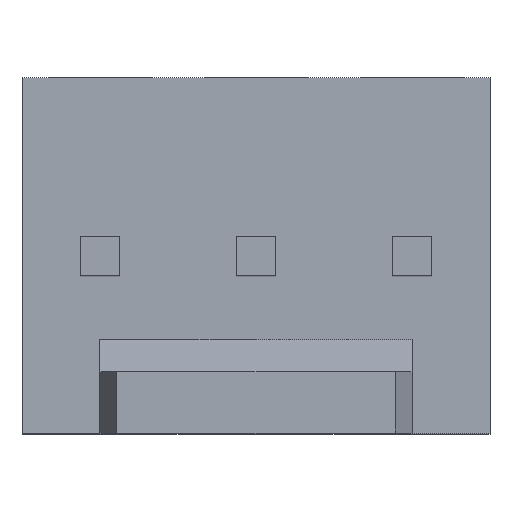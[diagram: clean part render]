
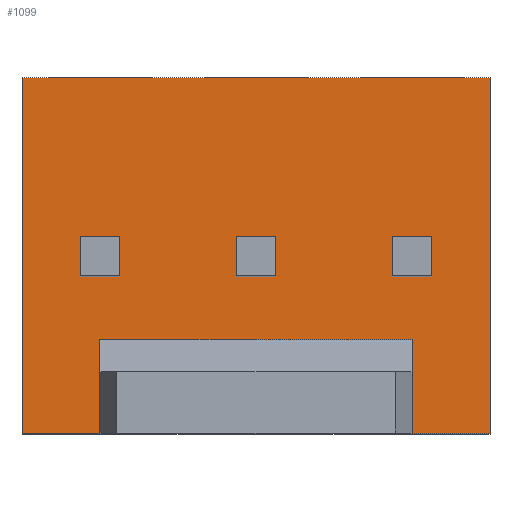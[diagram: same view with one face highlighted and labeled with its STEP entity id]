
A CAD part, top view. The second image highlights one B-rep face of the part: STEP entity #1099.
In plain terms, the highlighted planar face has unit normal (0, 0, 1).
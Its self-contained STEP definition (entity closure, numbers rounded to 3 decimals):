
#26=FACE_BOUND($,#116,.T.);
#27=FACE_BOUND($,#117,.T.);
#28=FACE_BOUND($,#118,.T.);
#54=FACE_OUTER_BOUND($,#115,.T.);
#115=EDGE_LOOP($,(#845,#846,#847,#848,#849,#850,#851,#852));
#116=EDGE_LOOP($,(#853,#854,#855,#856));
#117=EDGE_LOOP($,(#857,#858,#859,#860));
#118=EDGE_LOOP($,(#861,#862,#863,#864));
#154=LINE($,#1483,#305);
#158=LINE($,#1491,#309);
#161=LINE($,#1497,#312);
#164=LINE($,#1502,#315);
#168=LINE($,#1511,#319);
#171=LINE($,#1517,#322);
#174=LINE($,#1523,#325);
#177=LINE($,#1527,#328);
#180=LINE($,#1535,#331);
#184=LINE($,#1542,#335);
#186=LINE($,#1547,#337);
#189=LINE($,#1551,#340);
#190=LINE($,#1555,#341);
#198=LINE($,#1571,#349);
#230=LINE($,#1633,#381);
#236=LINE($,#1645,#387);
#241=LINE($,#1654,#392);
#242=LINE($,#1656,#393);
#243=LINE($,#1658,#394);
#244=LINE($,#1659,#395);
#305=VECTOR($,#1208,0.64);
#309=VECTOR($,#1214,0.64);
#312=VECTOR($,#1219,0.64);
#315=VECTOR($,#1224,0.64);
#319=VECTOR($,#1230,0.64);
#322=VECTOR($,#1235,0.64);
#325=VECTOR($,#1240,0.64);
#328=VECTOR($,#1245,0.64);
#331=VECTOR($,#1250,0.64);
#335=VECTOR($,#1256,0.64);
#337=VECTOR($,#1260,0.64);
#340=VECTOR($,#1265,0.64);
#341=VECTOR($,#1268,5.8);
#349=VECTOR($,#1278,7.62);
#381=VECTOR($,#1326,1.27);
#387=VECTOR($,#1332,1.27);
#392=VECTOR($,#1343,5.8);
#393=VECTOR($,#1344,1.25);
#394=VECTOR($,#1345,5.08);
#395=VECTOR($,#1346,1.25);
#456=VERTEX_POINT($,#1481);
#457=VERTEX_POINT($,#1482);
#460=VERTEX_POINT($,#1490);
#462=VERTEX_POINT($,#1496);
#466=VERTEX_POINT($,#1508);
#467=VERTEX_POINT($,#1510);
#469=VERTEX_POINT($,#1516);
#471=VERTEX_POINT($,#1522);
#474=VERTEX_POINT($,#1532);
#475=VERTEX_POINT($,#1534);
#477=VERTEX_POINT($,#1540);
#479=VERTEX_POINT($,#1546);
#480=VERTEX_POINT($,#1553);
#481=VERTEX_POINT($,#1554);
#488=VERTEX_POINT($,#1569);
#510=VERTEX_POINT($,#1632);
#515=VERTEX_POINT($,#1642);
#516=VERTEX_POINT($,#1644);
#518=VERTEX_POINT($,#1655);
#519=VERTEX_POINT($,#1657);
#558=EDGE_CURVE($,#456,#457,#154,.T.);
#562=EDGE_CURVE($,#460,#457,#158,.T.);
#565=EDGE_CURVE($,#462,#456,#161,.T.);
#568=EDGE_CURVE($,#462,#460,#164,.T.);
#572=EDGE_CURVE($,#467,#466,#168,.T.);
#575=EDGE_CURVE($,#469,#467,#171,.T.);
#578=EDGE_CURVE($,#469,#471,#174,.T.);
#581=EDGE_CURVE($,#471,#466,#177,.T.);
#584=EDGE_CURVE($,#474,#475,#180,.T.);
#588=EDGE_CURVE($,#474,#477,#184,.T.);
#590=EDGE_CURVE($,#475,#479,#186,.T.);
#593=EDGE_CURVE($,#477,#479,#189,.T.);
#594=EDGE_CURVE($,#480,#481,#190,.T.);
#602=EDGE_CURVE($,#481,#488,#198,.T.);
#634=EDGE_CURVE($,#480,#510,#230,.T.);
#640=EDGE_CURVE($,#515,#516,#236,.T.);
#645=EDGE_CURVE($,#516,#488,#241,.T.);
#646=EDGE_CURVE($,#515,#518,#242,.T.);
#647=EDGE_CURVE($,#519,#518,#243,.T.);
#648=EDGE_CURVE($,#510,#519,#244,.T.);
#845=ORIENTED_EDGE($,*,*,#634,.F.);
#846=ORIENTED_EDGE($,*,*,#594,.T.);
#847=ORIENTED_EDGE($,*,*,#602,.T.);
#848=ORIENTED_EDGE($,*,*,#645,.F.);
#849=ORIENTED_EDGE($,*,*,#640,.F.);
#850=ORIENTED_EDGE($,*,*,#646,.T.);
#851=ORIENTED_EDGE($,*,*,#647,.F.);
#852=ORIENTED_EDGE($,*,*,#648,.F.);
#853=ORIENTED_EDGE($,*,*,#558,.T.);
#854=ORIENTED_EDGE($,*,*,#562,.F.);
#855=ORIENTED_EDGE($,*,*,#568,.F.);
#856=ORIENTED_EDGE($,*,*,#565,.T.);
#857=ORIENTED_EDGE($,*,*,#593,.T.);
#858=ORIENTED_EDGE($,*,*,#590,.F.);
#859=ORIENTED_EDGE($,*,*,#584,.F.);
#860=ORIENTED_EDGE($,*,*,#588,.T.);
#861=ORIENTED_EDGE($,*,*,#572,.T.);
#862=ORIENTED_EDGE($,*,*,#581,.F.);
#863=ORIENTED_EDGE($,*,*,#578,.F.);
#864=ORIENTED_EDGE($,*,*,#575,.T.);
#1041=PLANE($,#1167);
#1099=ADVANCED_FACE($,(#54,#26,#27,#28),#1041,.T.);
#1167=AXIS2_PLACEMENT_3D($,#1653,#1341,#1342);
#1208=DIRECTION($,(-1.,0.,0.));
#1214=DIRECTION($,(0.,-1.,0.));
#1219=DIRECTION($,(0.,-1.,0.));
#1224=DIRECTION($,(-1.,0.,0.));
#1230=DIRECTION($,(1.,0.,0.));
#1235=DIRECTION($,(0.,1.,0.));
#1240=DIRECTION($,(1.,0.,0.));
#1245=DIRECTION($,(0.,1.,0.));
#1250=DIRECTION($,(-1.,0.,0.));
#1256=DIRECTION($,(0.,-1.,0.));
#1260=DIRECTION($,(0.,-1.,0.));
#1265=DIRECTION($,(-1.,0.,0.));
#1268=DIRECTION($,(0.,1.,0.));
#1278=DIRECTION($,(-1.,0.,0.));
#1326=DIRECTION($,(-1.,0.,0.));
#1332=DIRECTION($,(-1.,0.,0.));
#1341=DIRECTION('center_axis',(0.,0.,
1.));
#1342=DIRECTION('ref_axis',(0.,1.,0.));
#1343=DIRECTION($,(0.,1.,0.));
#1344=DIRECTION($,(0.,1.,0.));
#1345=DIRECTION($,(-1.,0.,0.));
#1346=DIRECTION($,(0.,1.,0.));
#1481=CARTESIAN_POINT('',(0.32,-0.34,3.16));
#1482=CARTESIAN_POINT('',(-0.32,-0.34,3.16));
#1483=CARTESIAN_POINT($,(0.32,-0.34,3.16));
#1490=CARTESIAN_POINT('',(-0.32,0.3,3.16));
#1491=CARTESIAN_POINT($,(-0.32,0.3,3.16));
#1496=CARTESIAN_POINT('',(0.32,0.3,3.16));
#1497=CARTESIAN_POINT($,(0.32,0.3,3.16));
#1502=CARTESIAN_POINT($,(0.32,0.3,3.16));
#1508=CARTESIAN_POINT('',(2.86,0.3,3.16));
#1510=CARTESIAN_POINT('',(2.22,0.3,3.16));
#1511=CARTESIAN_POINT($,(2.22,0.3,3.16));
#1516=CARTESIAN_POINT('',(2.22,-0.34,3.16));
#1517=CARTESIAN_POINT($,(2.22,-0.34,3.16));
#1522=CARTESIAN_POINT('',(2.86,-0.34,3.16));
#1523=CARTESIAN_POINT($,(2.22,-0.34,3.16));
#1527=CARTESIAN_POINT($,(2.86,-0.34,3.16));
#1532=CARTESIAN_POINT('',(-2.22,0.3,3.16));
#1534=CARTESIAN_POINT('',(-2.86,0.3,3.16));
#1535=CARTESIAN_POINT($,(-2.22,0.3,3.16));
#1540=CARTESIAN_POINT('',(-2.22,-0.34,3.16));
#1542=CARTESIAN_POINT($,(-2.22,0.3,3.16));
#1546=CARTESIAN_POINT('',(-2.86,-0.34,3.16));
#1547=CARTESIAN_POINT($,(-2.86,0.3,3.16));
#1551=CARTESIAN_POINT($,(-2.22,-0.34,3.16));
#1553=CARTESIAN_POINT('',(3.81,-2.9,3.16));
#1554=CARTESIAN_POINT('',(3.81,2.9,3.16));
#1555=CARTESIAN_POINT($,(3.81,-2.9,3.16));
#1569=CARTESIAN_POINT('',(-3.81,2.9,3.16));
#1571=CARTESIAN_POINT($,(3.81,2.9,3.16));
#1632=CARTESIAN_POINT('',(2.54,-2.9,3.16));
#1633=CARTESIAN_POINT($,(3.81,-2.9,3.16));
#1642=CARTESIAN_POINT('',(-2.54,-2.9,3.16));
#1644=CARTESIAN_POINT('',(-3.81,-2.9,3.16));
#1645=CARTESIAN_POINT($,(-2.54,-2.9,3.16));
#1653=CARTESIAN_POINT('Origin',(4.191,-3.19,3.16));
#1654=CARTESIAN_POINT($,(-3.81,-2.9,3.16));
#1655=CARTESIAN_POINT('',(-2.54,-1.65,3.16));
#1656=CARTESIAN_POINT($,(-2.54,-2.9,3.16));
#1657=CARTESIAN_POINT('',(2.54,-1.65,3.16));
#1658=CARTESIAN_POINT($,(2.54,-1.65,3.16));
#1659=CARTESIAN_POINT($,(2.54,-2.9,3.16));
